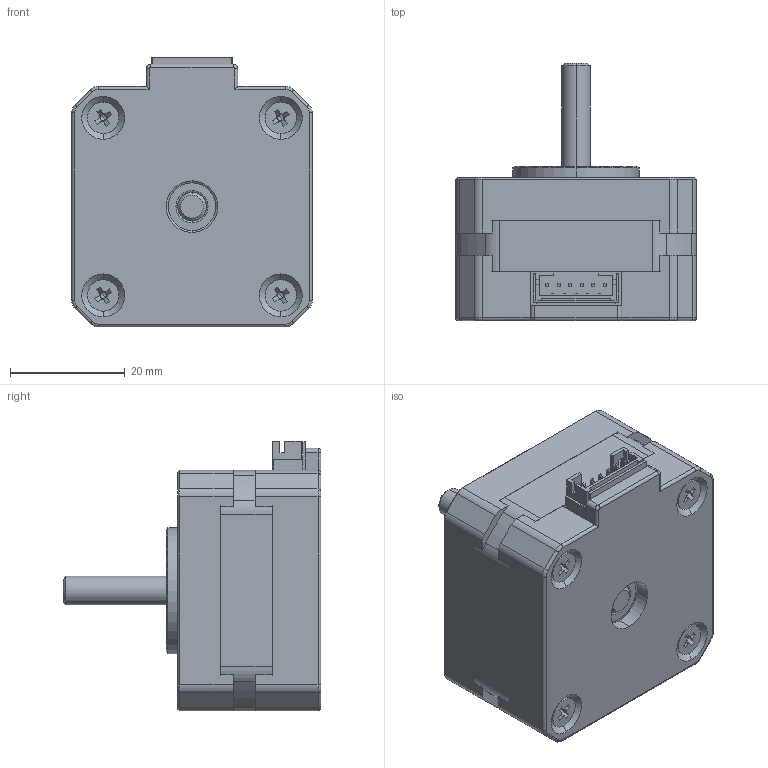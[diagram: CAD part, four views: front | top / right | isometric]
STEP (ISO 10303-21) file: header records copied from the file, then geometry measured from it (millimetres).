
FILE_DESCRIPTION (( 'STEP AP214' ), '1' );
FILE_NAME ('17HS10-0704S - Nema 17 Motor.step', '2019-11-11T12:22:17', ( '' ), ( '' ), 'SwSTEP 2.0', 'SolidWorks 2019', '' );
FILE_SCHEMA (( 'AUTOMOTIVE_DESIGN' ));
Length unit declared in the file: millimetre
Products named in the file (1): 17HS10-0704S - Nema 17 Motor
Bounding box: 42 x 45 x 47.1 mm (x, y, z)
Volume: 36696.4 mm3; surface area: 19767.4 mm2
Topology: 12 solids, 12 shells, 531 faces, 1268 edges, 770 vertices
Faces by surface type: plane 277, cylinder 130, cone 82, torus 42
Entity records: 21216 total; most frequent: CARTESIAN_POINT 2724, DIRECTION 2710, ORIENTED_EDGE 2520, EDGE_CURVE 1260, AXIS2_PLACEMENT_3D 972, VERTEX_POINT 770, LINE 766, VECTOR 766
